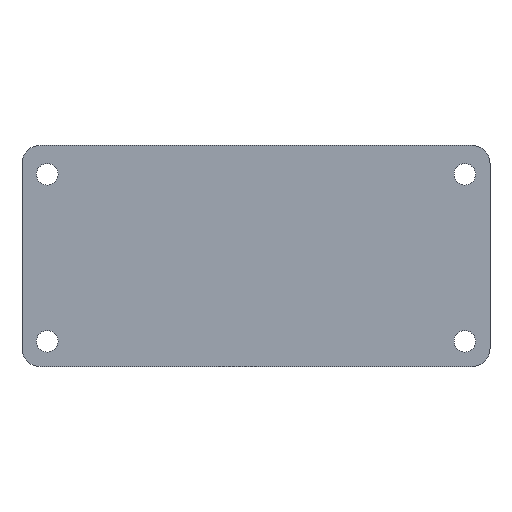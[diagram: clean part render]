
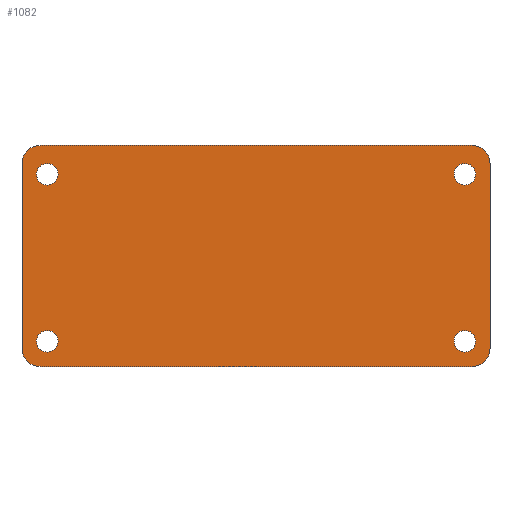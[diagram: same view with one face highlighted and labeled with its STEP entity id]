
A CAD part, front view. The second image highlights one B-rep face of the part: STEP entity #1082.
In plain terms, the highlighted planar face has unit normal (0, -1, 0).
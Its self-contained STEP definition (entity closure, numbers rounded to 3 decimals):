
#22=FACE_BOUND('',#167,.T.);
#23=FACE_BOUND('',#168,.T.);
#24=FACE_BOUND('',#169,.T.);
#25=FACE_BOUND('',#170,.T.);
#27=CIRCLE('',#1163,2.5);
#35=CIRCLE('',#1174,2.5);
#36=CIRCLE('',#1176,2.5);
#37=CIRCLE('',#1179,2.5);
#38=CIRCLE('',#1181,1.5);
#39=CIRCLE('',#1183,1.5);
#40=CIRCLE('',#1185,1.5);
#41=CIRCLE('',#1187,1.5);
#94=FACE_OUTER_BOUND('',#166,.T.);
#166=EDGE_LOOP('',(#799,#800,#801,#802,#803,#804,#805,#806));
#167=EDGE_LOOP('',(#807));
#168=EDGE_LOOP('',(#808));
#169=EDGE_LOOP('',(#809));
#170=EDGE_LOOP('',(#810));
#237=LINE('',#1606,#365);
#243=LINE('',#1621,#371);
#249=LINE('',#1643,#377);
#250=LINE('',#1645,#378);
#365=VECTOR('',#1299,10.);
#371=VECTOR('',#1315,10.);
#377=VECTOR('',#1343,10.);
#378=VECTOR('',#1346,10.);
#485=VERTEX_POINT('',#1577);
#486=VERTEX_POINT('',#1579);
#497=VERTEX_POINT('',#1605);
#498=VERTEX_POINT('',#1609);
#499=VERTEX_POINT('',#1613);
#500=VERTEX_POINT('',#1615);
#501=VERTEX_POINT('',#1619);
#502=VERTEX_POINT('',#1623);
#503=VERTEX_POINT('',#1627);
#504=VERTEX_POINT('',#1631);
#505=VERTEX_POINT('',#1635);
#506=VERTEX_POINT('',#1639);
#585=EDGE_CURVE('',#485,#486,#27,.T.);
#598=EDGE_CURVE('',#486,#497,#237,.T.);
#600=EDGE_CURVE('',#497,#498,#35,.T.);
#603=EDGE_CURVE('',#499,#500,#36,.T.);
#606=EDGE_CURVE('',#501,#499,#243,.T.);
#608=EDGE_CURVE('',#502,#501,#37,.T.);
#610=EDGE_CURVE('',#503,#503,#38,.T.);
#612=EDGE_CURVE('',#504,#504,#39,.T.);
#614=EDGE_CURVE('',#505,#505,#40,.T.);
#616=EDGE_CURVE('',#506,#506,#41,.T.);
#617=EDGE_CURVE('',#498,#502,#249,.T.);
#618=EDGE_CURVE('',#500,#485,#250,.T.);
#799=ORIENTED_EDGE('',*,*,#585,.F.);
#800=ORIENTED_EDGE('',*,*,#618,.F.);
#801=ORIENTED_EDGE('',*,*,#603,.F.);
#802=ORIENTED_EDGE('',*,*,#606,.F.);
#803=ORIENTED_EDGE('',*,*,#608,.F.);
#804=ORIENTED_EDGE('',*,*,#617,.F.);
#805=ORIENTED_EDGE('',*,*,#600,.F.);
#806=ORIENTED_EDGE('',*,*,#598,.F.);
#807=ORIENTED_EDGE('',*,*,#616,.F.);
#808=ORIENTED_EDGE('',*,*,#614,.F.);
#809=ORIENTED_EDGE('',*,*,#612,.F.);
#810=ORIENTED_EDGE('',*,*,#610,.F.);
#1014=PLANE('',#1190);
#1082=ADVANCED_FACE('',(#94,#22,#23,#24,#25),#1014,.F.);
#1163=AXIS2_PLACEMENT_3D('',#1580,#1274,#1275);
#1174=AXIS2_PLACEMENT_3D('',#1610,#1303,#1304);
#1176=AXIS2_PLACEMENT_3D('',#1616,#1309,#1310);
#1179=AXIS2_PLACEMENT_3D('',#1625,#1319,#1320);
#1181=AXIS2_PLACEMENT_3D('',#1629,#1324,#1325);
#1183=AXIS2_PLACEMENT_3D('',#1633,#1329,#1330);
#1185=AXIS2_PLACEMENT_3D('',#1637,#1334,#1335);
#1187=AXIS2_PLACEMENT_3D('',#1641,#1339,#1340);
#1190=AXIS2_PLACEMENT_3D('',#1646,#1347,#1348);
#1274=DIRECTION('center_axis',(0.,1.,0.));
#1275=DIRECTION('ref_axis',(0.707,0.,0.707));
#1299=DIRECTION('',(0.,0.,-1.));
#1303=DIRECTION('center_axis',(0.,1.,0.));
#1304=DIRECTION('ref_axis',(0.707,0.,-0.707));
#1309=DIRECTION('center_axis',(0.,1.,0.));
#1310=DIRECTION('ref_axis',(-0.707,0.,0.707));
#1315=DIRECTION('',(0.,0.,1.));
#1319=DIRECTION('center_axis',(0.,1.,0.));
#1320=DIRECTION('ref_axis',(-0.707,0.,-0.707));
#1324=DIRECTION('center_axis',(0.,-1.,0.));
#1325=DIRECTION('ref_axis',(1.,0.,0.));
#1329=DIRECTION('center_axis',(0.,-1.,0.));
#1330=DIRECTION('ref_axis',(1.,0.,0.));
#1334=DIRECTION('center_axis',(0.,-1.,0.));
#1335=DIRECTION('ref_axis',(1.,0.,0.));
#1339=DIRECTION('center_axis',(0.,-1.,0.));
#1340=DIRECTION('ref_axis',(1.,0.,0.));
#1343=DIRECTION('',(-1.,0.,0.));
#1346=DIRECTION('',(1.,0.,0.));
#1347=DIRECTION('center_axis',(0.,1.,0.));
#1348=DIRECTION('ref_axis',(1.,0.,0.));
#1577=CARTESIAN_POINT('',(62.5,0.,0.));
#1579=CARTESIAN_POINT('',(65.,0.,-2.5));
#1580=CARTESIAN_POINT('Origin',(62.5,0.,-2.5));
#1605=CARTESIAN_POINT('',(65.,0.,-28.2));
#1606=CARTESIAN_POINT('',(65.,0.,0.));
#1609=CARTESIAN_POINT('',(62.5,0.,-30.7));
#1610=CARTESIAN_POINT('Origin',(62.5,0.,-28.2));
#1613=CARTESIAN_POINT('',(0.,0.,-2.5));
#1615=CARTESIAN_POINT('',(2.5,0.,0.));
#1616=CARTESIAN_POINT('Origin',(2.5,0.,-2.5));
#1619=CARTESIAN_POINT('',(0.,0.,-28.2));
#1621=CARTESIAN_POINT('',(0.,0.,-30.7));
#1623=CARTESIAN_POINT('',(2.5,0.,-30.7));
#1625=CARTESIAN_POINT('Origin',(2.5,0.,-28.2));
#1627=CARTESIAN_POINT('',(2.,0.,-27.2));
#1629=CARTESIAN_POINT('Origin',(3.5,0.,-27.2));
#1631=CARTESIAN_POINT('',(60.,0.,-27.2));
#1633=CARTESIAN_POINT('Origin',(61.5,0.,-27.2));
#1635=CARTESIAN_POINT('',(2.,0.,-4.));
#1637=CARTESIAN_POINT('Origin',(3.5,0.,-4.));
#1639=CARTESIAN_POINT('',(60.,0.,-4.));
#1641=CARTESIAN_POINT('Origin',(61.5,0.,-4.));
#1643=CARTESIAN_POINT('',(65.,0.,-30.7));
#1645=CARTESIAN_POINT('',(0.,0.,0.));
#1646=CARTESIAN_POINT('Origin',(32.5,0.,-15.35));
